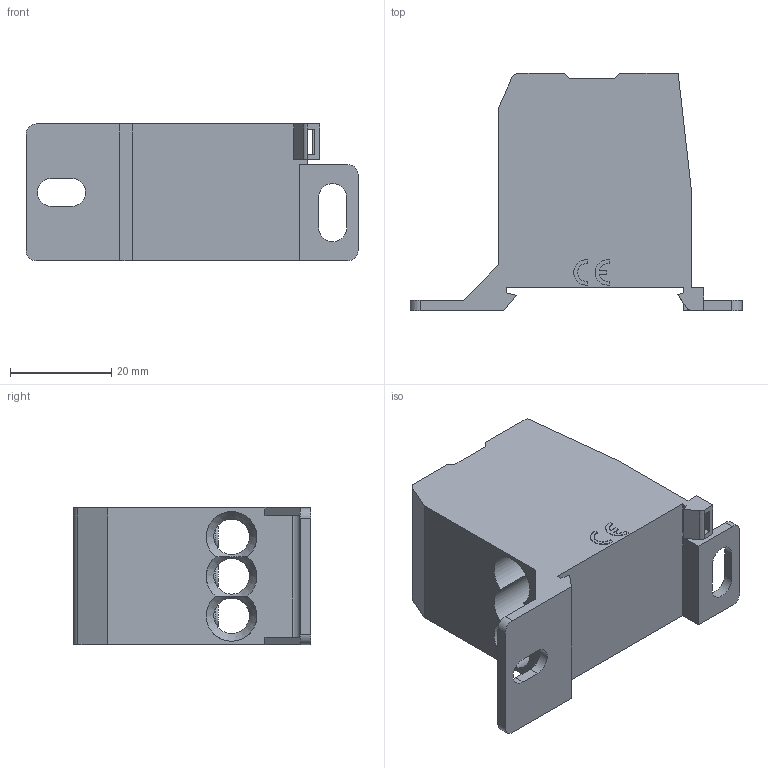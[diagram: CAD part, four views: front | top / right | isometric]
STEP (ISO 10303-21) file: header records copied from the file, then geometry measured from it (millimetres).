
FILE_DESCRIPTION(/* description */ (''),/* implementation_level */ '2;1');
FILE_NAME(/* name */ 'STP-820-017-00.stp',/* time_stamp */ '2017-10-18T11:03:13+02:00',/* author */ ('A.Robertus'),/* organization */ ('FTG Goehringer GmbH'),/* preprocessor_version */ 'ST-DEVELOPER v16.1',/* originating_system */ 'Autodesk Inventor 2016',/* authorisation */ '');
FILE_SCHEMA (('AUTOMOTIVE_DESIGN { 1 0 10303 214 3 1 1 }'));
Length unit declared in the file: millimetre
Products named in the file (1): 820-017-00
Bounding box: 65.5 x 46.8 x 27.15 mm (x, y, z)
Volume: 34471.2 mm3; surface area: 13278.2 mm2
Topology: 1 solids, 1 shells, 453 faces, 1279 edges, 831 vertices
Faces by surface type: plane 251, cone 120, cylinder 66, torus 16
Full cylindrical faces by diameter (mm): 4.5 x8, 6 x3, 7 x3
Entity records: 16101 total; most frequent: CARTESIAN_POINT 4752, ORIENTED_EDGE 2422, DIRECTION 2122, EDGE_CURVE 1211, AXIS2_PLACEMENT_3D 816, VERTEX_POINT 797, EDGE_LOOP 502, LINE 490
